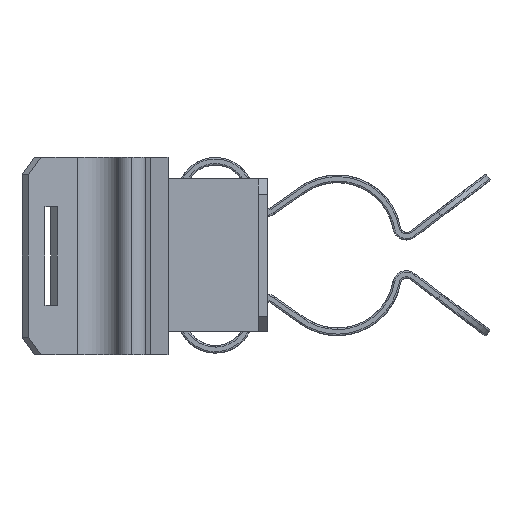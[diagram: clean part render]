
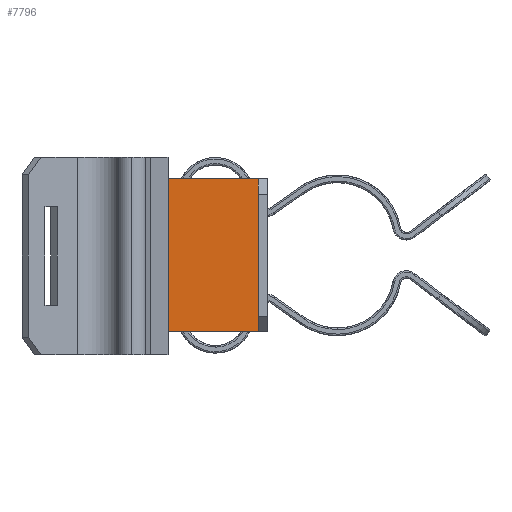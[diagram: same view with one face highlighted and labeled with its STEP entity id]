
A CAD part, left-side view. The second image highlights one B-rep face of the part: STEP entity #7796.
In plain terms, the highlighted face is planar.
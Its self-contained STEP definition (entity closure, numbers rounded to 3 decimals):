
#103 = ORIENTED_EDGE ( 'NONE', *, *, #3658, .F. ) ;
#120 = EDGE_CURVE ( 'NONE', #8935, #4238, #1074, .T. ) ;
#133 = VECTOR ( 'NONE', #9011, 1000. ) ;
#722 = LINE ( 'NONE', #3864, #5278 ) ;
#935 = EDGE_CURVE ( 'NONE', #3566, #4238, #722, .T. ) ;
#1074 = LINE ( 'NONE', #6665, #5741 ) ;
#1132 = PLANE ( 'NONE',  #6567 ) ;
#1271 = LINE ( 'NONE', #8352, #133 ) ;
#2009 = LINE ( 'NONE', #5298, #6994 ) ;
#2049 = EDGE_CURVE ( 'NONE', #5512, #3566, #1271, .T. ) ;
#3055 = EDGE_LOOP ( 'NONE', ( #8402, #103, #6697, #6807 ) ) ;
#3566 = VERTEX_POINT ( 'NONE', #8835 ) ;
#3658 = EDGE_CURVE ( 'NONE', #5512, #8935, #2009, .T. ) ;
#3864 = CARTESIAN_POINT ( 'NONE',  ( 9.507, 5.9, -5. ) ) ;
#4170 = DIRECTION ( 'NONE',  ( 1., 0., 0. ) ) ;
#4238 = VERTEX_POINT ( 'NONE', #6241 ) ;
#5192 = DIRECTION ( 'NONE',  ( 0., 0., 1. ) ) ;
#5278 = VECTOR ( 'NONE', #9380, 1000. ) ;
#5298 = CARTESIAN_POINT ( 'NONE',  ( 9.507, 0., -5. ) ) ;
#5343 = CARTESIAN_POINT ( 'NONE',  ( 9.507, 0., 5. ) ) ;
#5512 = VERTEX_POINT ( 'NONE', #7566 ) ;
#5741 = VECTOR ( 'NONE', #8201, 1000. ) ;
#5851 = FACE_OUTER_BOUND ( 'NONE', #3055, .T. ) ;
#6241 = CARTESIAN_POINT ( 'NONE',  ( 9.507, 5.9, 5. ) ) ;
#6567 = AXIS2_PLACEMENT_3D ( 'NONE', #8937, #4170, #8986 ) ;
#6665 = CARTESIAN_POINT ( 'NONE',  ( 9.507, 0., 5. ) ) ;
#6697 = ORIENTED_EDGE ( 'NONE', *, *, #2049, .T. ) ;
#6807 = ORIENTED_EDGE ( 'NONE', *, *, #935, .T. ) ;
#6994 = VECTOR ( 'NONE', #5192, 1000. ) ;
#7566 = CARTESIAN_POINT ( 'NONE',  ( 9.507, 0., -5. ) ) ;
#7796 = ADVANCED_FACE ( 'NONE', ( #5851 ), #1132, .T. ) ;
#8201 = DIRECTION ( 'NONE',  ( 0., 1., 0. ) ) ;
#8352 = CARTESIAN_POINT ( 'NONE',  ( 9.507, 0., -5. ) ) ;
#8402 = ORIENTED_EDGE ( 'NONE', *, *, #120, .F. ) ;
#8835 = CARTESIAN_POINT ( 'NONE',  ( 9.507, 5.9, -5. ) ) ;
#8935 = VERTEX_POINT ( 'NONE', #5343 ) ;
#8937 = CARTESIAN_POINT ( 'NONE',  ( 9.507, 0., -5. ) ) ;
#8986 = DIRECTION ( 'NONE',  ( 0., 0., -1. ) ) ;
#9011 = DIRECTION ( 'NONE',  ( 0., 1., 0. ) ) ;
#9380 = DIRECTION ( 'NONE',  ( 0., 0., 1. ) ) ;
